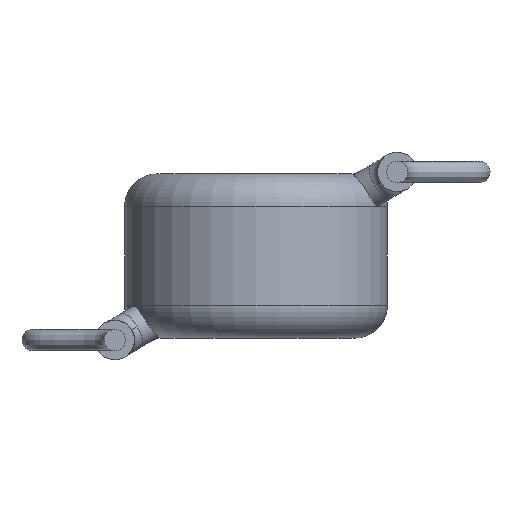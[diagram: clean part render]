
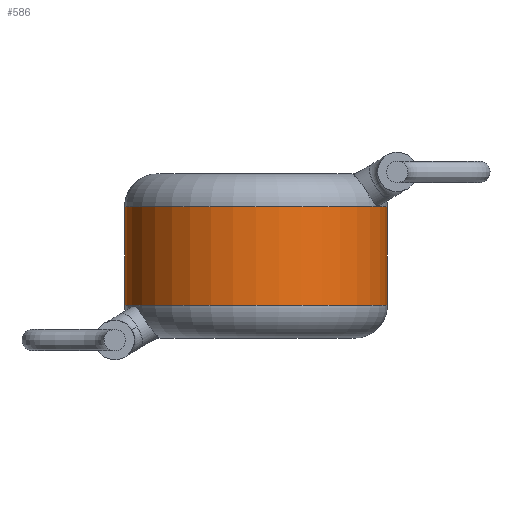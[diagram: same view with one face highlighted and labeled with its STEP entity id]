
A CAD part, front view. The second image highlights one B-rep face of the part: STEP entity #586.
In plain terms, the highlighted cylindrical face has radius 4 mm (diameter 8 mm), a partial arc.
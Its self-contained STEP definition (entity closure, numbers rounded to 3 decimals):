
#93 = EDGE_LOOP ( 'NONE', ( #1917, #1518, #3484, #443 ) ) ;
#229 = DIRECTION ( 'NONE',  ( 0., 0., -1. ) ) ;
#258 = VERTEX_POINT ( 'NONE', #3610 ) ;
#435 = VERTEX_POINT ( 'NONE', #3851 ) ;
#443 = ORIENTED_EDGE ( 'NONE', *, *, #1247, .T. ) ;
#472 = CARTESIAN_POINT ( 'NONE',  ( 0., 0., 4. ) ) ;
#586 = ADVANCED_FACE ( 'NONE', ( #3527 ), #2320, .T. ) ;
#615 = CARTESIAN_POINT ( 'NONE',  ( -4., 0., 5. ) ) ;
#672 = CARTESIAN_POINT ( 'NONE',  ( 4., 0., 1. ) ) ;
#769 = VERTEX_POINT ( 'NONE', #4016 ) ;
#949 = LINE ( 'NONE', #615, #1635 ) ;
#1154 = EDGE_CURVE ( 'NONE', #769, #435, #3735, .T. ) ;
#1247 = EDGE_CURVE ( 'NONE', #258, #2793, #1969, .T. ) ;
#1354 = VECTOR ( 'NONE', #229, 1000. ) ;
#1417 = EDGE_CURVE ( 'NONE', #435, #258, #949, .T. ) ;
#1436 = DIRECTION ( 'NONE',  ( 0., 0., 1. ) ) ;
#1494 = DIRECTION ( 'NONE',  ( 0., 0., -1. ) ) ;
#1518 = ORIENTED_EDGE ( 'NONE', *, *, #1154, .T. ) ;
#1594 = DIRECTION ( 'NONE',  ( -1., 0., 0. ) ) ;
#1635 = VECTOR ( 'NONE', #3731, 1000. ) ;
#1776 = DIRECTION ( 'NONE',  ( 1., 0., 0. ) ) ;
#1917 = ORIENTED_EDGE ( 'NONE', *, *, #2225, .F. ) ;
#1969 = CIRCLE ( 'NONE', #2713, 4. ) ;
#2225 = EDGE_CURVE ( 'NONE', #769, #2793, #2392, .T. ) ;
#2252 = DIRECTION ( 'NONE',  ( 0., 0., -1. ) ) ;
#2320 = CYLINDRICAL_SURFACE ( 'NONE', #3897, 4. ) ;
#2392 = LINE ( 'NONE', #4280, #1354 ) ;
#2713 = AXIS2_PLACEMENT_3D ( 'NONE', #2817, #1436, #3829 ) ;
#2793 = VERTEX_POINT ( 'NONE', #672 ) ;
#2817 = CARTESIAN_POINT ( 'NONE',  ( 0., 0., 1. ) ) ;
#3421 = AXIS2_PLACEMENT_3D ( 'NONE', #472, #1494, #1776 ) ;
#3484 = ORIENTED_EDGE ( 'NONE', *, *, #1417, .T. ) ;
#3527 = FACE_OUTER_BOUND ( 'NONE', #93, .T. ) ;
#3610 = CARTESIAN_POINT ( 'NONE',  ( -4., 0., 1. ) ) ;
#3731 = DIRECTION ( 'NONE',  ( 0., 0., -1. ) ) ;
#3735 = CIRCLE ( 'NONE', #3421, 4. ) ;
#3829 = DIRECTION ( 'NONE',  ( 1., 0., 0. ) ) ;
#3851 = CARTESIAN_POINT ( 'NONE',  ( -4., 0., 4. ) ) ;
#3897 = AXIS2_PLACEMENT_3D ( 'NONE', #4325, #2252, #1594 ) ;
#4016 = CARTESIAN_POINT ( 'NONE',  ( 4., 0., 4. ) ) ;
#4280 = CARTESIAN_POINT ( 'NONE',  ( 4., 0., 5. ) ) ;
#4325 = CARTESIAN_POINT ( 'NONE',  ( 0., 0., 5. ) ) ;
